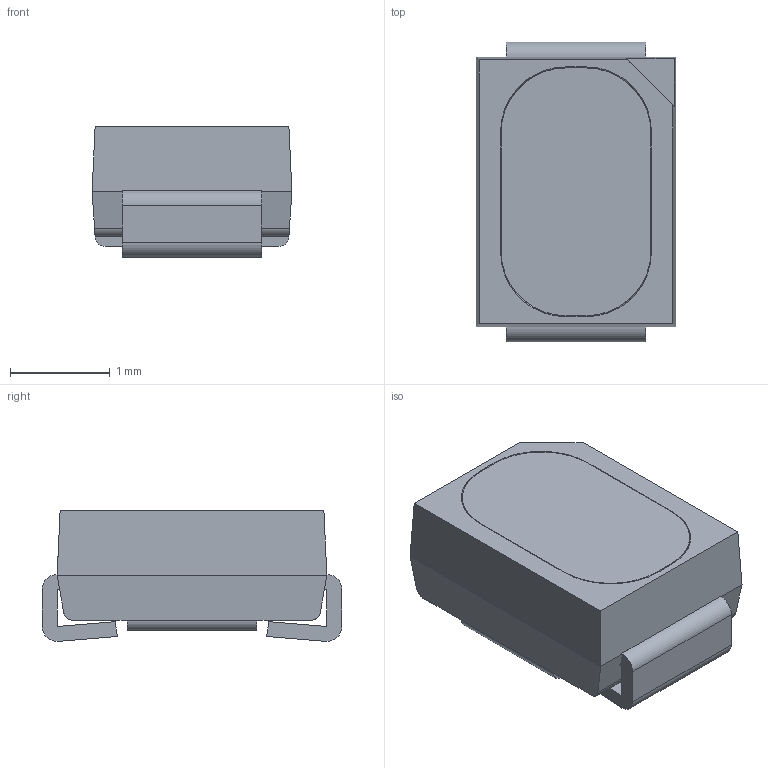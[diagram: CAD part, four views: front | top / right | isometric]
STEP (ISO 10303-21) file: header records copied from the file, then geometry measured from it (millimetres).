
FILE_DESCRIPTION(('STEP AP214'),'1');
FILE_NAME('CLM3.stp','2022-10-23T02:01:37',(' '),(' '),'Spatial InterOp 3D',' ',' ');
FILE_SCHEMA(('AUTOMOTIVE_DESIGN { 1 0 10303 214 1 1 1 1 }'));
Length unit declared in the file: millimetre
Products named in the file (1): ASM0001_ASM
Bounding box: 2 x 3 x 1.31 mm (x, y, z)
Volume: 5.3 mm3; surface area: 46.8 mm2
Topology: 3 solids, 4 shells, 81 faces, 200 edges, 130 vertices
Faces by surface type: plane 53, cylinder 16, bspline 8, torus 4
Entity records: 2761 total; most frequent: CARTESIAN_POINT 854, ORIENTED_EDGE 400, DIRECTION 366, EDGE_CURVE 200, LINE 138, VECTOR 138, VERTEX_POINT 130, AXIS2_PLACEMENT_3D 114
